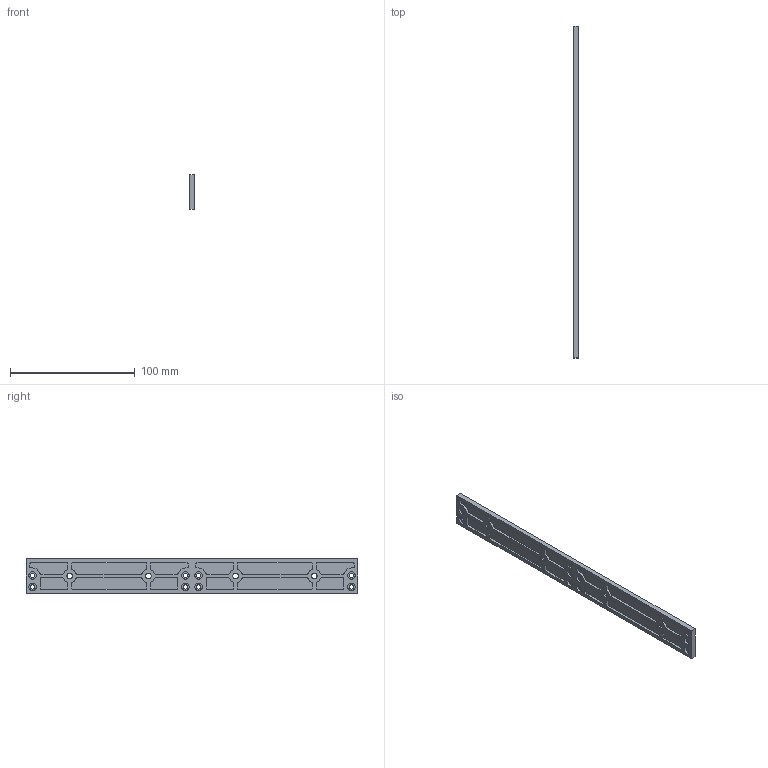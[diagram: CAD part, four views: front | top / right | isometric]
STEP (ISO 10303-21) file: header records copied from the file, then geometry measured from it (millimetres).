
FILE_DESCRIPTION (( 'STEP AP214' ), '1' );
FILE_NAME ('Bracket 6U.STEP', '2020-10-17T23:25:52', ( '' ), ( '' ), 'SwSTEP 2.0', 'SolidWorks 2019', '' );
FILE_SCHEMA (( 'AUTOMOTIVE_DESIGN' ));
Length unit declared in the file: millimetre
Products named in the file (1): Bracket 6U
Bounding box: 4 x 266 x 27.4 mm (x, y, z)
Volume: 20330.3 mm3; surface area: 19422.7 mm2
Topology: 1 solids, 1 shells, 214 faces, 568 edges, 376 vertices
Faces by surface type: cylinder 128, plane 78, cone 8
Entity records: 6834 total; most frequent: DIRECTION 1262, CARTESIAN_POINT 1159, ORIENTED_EDGE 1136, EDGE_CURVE 568, AXIS2_PLACEMENT_3D 479, VERTEX_POINT 376, LINE 304, VECTOR 304
